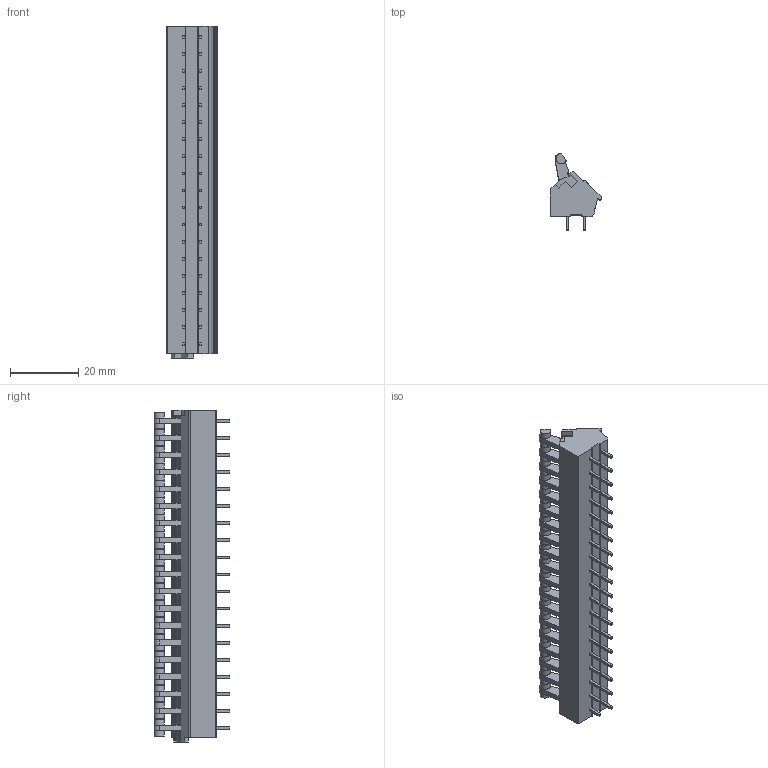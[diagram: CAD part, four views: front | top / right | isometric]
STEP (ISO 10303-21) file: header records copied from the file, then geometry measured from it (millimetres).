
FILE_DESCRIPTION((''),'2;1');
FILE_NAME('PRT0001','2024-10-15T10:06:52',('tluser'),(''),'CREO PARAMETRIC BY PTC INC, 2018100','CREO PARAMETRIC BY PTC INC, 2018100','');
FILE_SCHEMA(('CONFIG_CONTROL_DESIGN'));
Products named in the file (1): PRT0001
Bounding box: 15 x 22.27 x 97.3 mm (x, y, z)
Volume: 13181.2 mm3; surface area: 8247.7 mm2
Topology: 1 solids, 1 shells, 1435 faces, 3577 edges, 2201 vertices
Faces by surface type: plane 641, cylinder 604, bspline 95, sphere 38, torus 38, cone 19
Entity records: 56483 total; most frequent: CARTESIAN_POINT 22699, ORIENTED_EDGE 7154, DIRECTION 6895, EDGE_CURVE 3577, AXIS2_PLACEMENT_3D 2320, VECTOR 2255, LINE 2255, VERTEX_POINT 2201
